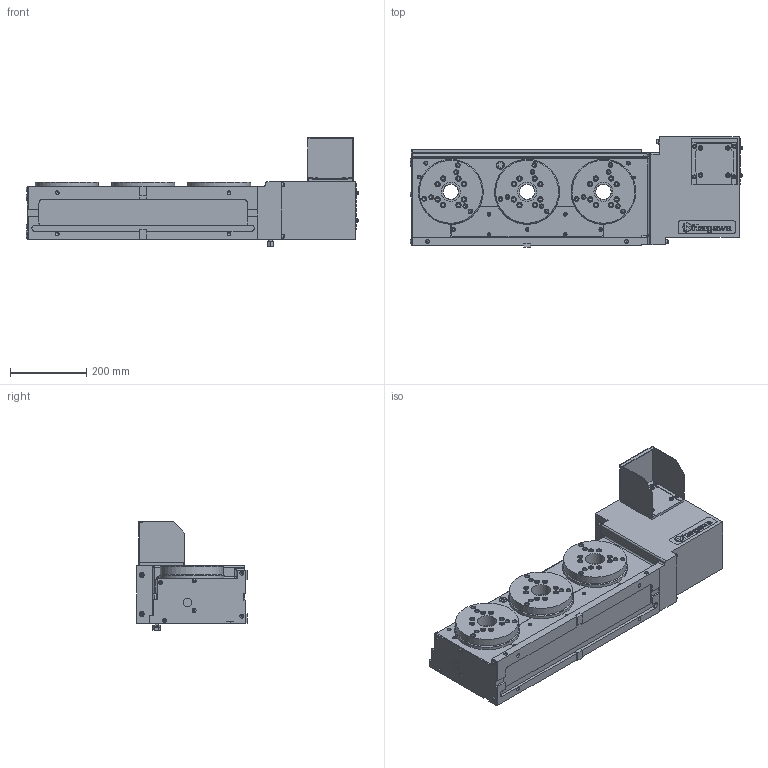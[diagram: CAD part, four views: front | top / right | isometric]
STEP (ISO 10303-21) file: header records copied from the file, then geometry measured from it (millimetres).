
FILE_DESCRIPTION(/* description */ ('Unknown'),/* implementation_level */ '2;1');
FILE_NAME(/* name */ 'OUTSIDE VIEW(61E2803350)TM3160HE02',/* time_stamp */ '2018-08-30T09:06:00+01:00',/* author */ ('Unknown'),/* organization */ ('Unknown'),/* preprocessor_version */ 'ST-DEVELOPER v16.7',/* originating_system */ 'DEX',/* authorisation */ $);
FILE_SCHEMA (('AUTOMOTIVE_DESIGN {1 0 10303 214 3 1 1}'));
Products named in the file (1): OUTSIDE VIEW(61E2803350)TM3160HE02
Bounding box: 870.2 x 289 x 285 mm (x, y, z)
Volume: 28145602.3 mm3; surface area: 1111505 mm2
Topology: 2 solids, 15 shells, 2888 faces, 7194 edges, 4759 vertices
Faces by surface type: plane 2288, cylinder 438, cone 132, torus 27, bspline 2, sphere 1
Full cylindrical faces by diameter (mm): 4.864 x1, 5 x34, 6 x38, 6.75 x3, 7.78 x3, 8.5 x28, 8.56 x2, 8.566 x3, 9 x12, 9.1 x7, 9.5 x7, 9.728 x4, 9.73 x2, 10 x72, 11 x36, 11.445 x1, 12 x62, 13 x26, 14 x24, 18.631 x5, 20.955 x5, 22 x1, 40 x3, 40.5 x3, 50 x3, 60 x3, 120 x1, 165 x3, 170 x3, 196 x3
Entity records: 81200 total; most frequent: CARTESIAN_POINT 14140, DIRECTION 13261, ORIENTED_EDGE 13004, EDGE_CURVE 6502, LINE 5507, VECTOR 5507, VERTEX_POINT 4688, FACE_BOUND 3938
